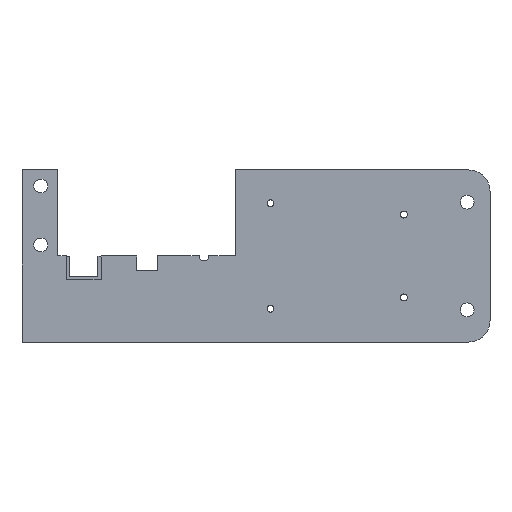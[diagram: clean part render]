
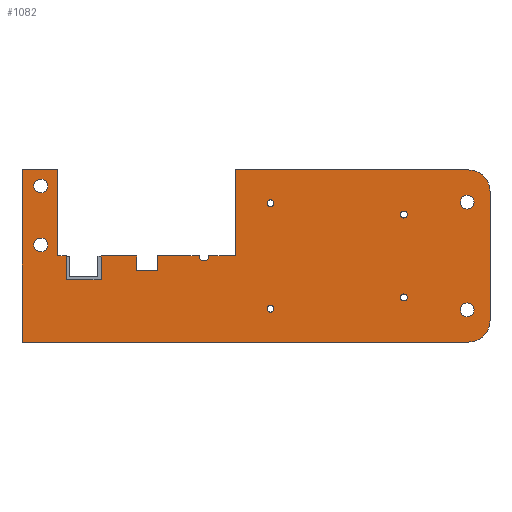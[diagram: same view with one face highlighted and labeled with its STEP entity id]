
A CAD part, top view. The second image highlights one B-rep face of the part: STEP entity #1082.
In plain terms, the highlighted planar face has unit normal (0, 0, 1).
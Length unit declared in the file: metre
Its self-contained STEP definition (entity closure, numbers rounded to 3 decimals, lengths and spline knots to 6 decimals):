
#16=LINE('',#1574,#133);
#17=LINE('',#1577,#134);
#18=LINE('',#1581,#135);
#19=LINE('',#1585,#136);
#20=LINE('',#1587,#137);
#21=LINE('',#1589,#138);
#22=LINE('',#1593,#139);
#23=LINE('',#1595,#140);
#24=LINE('',#1599,#141);
#25=LINE('',#1603,#142);
#26=LINE('',#1605,#143);
#27=LINE('',#1607,#144);
#28=LINE('',#1609,#145);
#29=LINE('',#1611,#146);
#30=LINE('',#1613,#147);
#31=LINE('',#1615,#148);
#32=LINE('',#1617,#149);
#133=VECTOR('',#1265,1.);
#134=VECTOR('',#1266,1.);
#135=VECTOR('',#1269,1.);
#136=VECTOR('',#1272,1.);
#137=VECTOR('',#1273,1.);
#138=VECTOR('',#1274,1.);
#139=VECTOR('',#1277,1.);
#140=VECTOR('',#1278,1.);
#141=VECTOR('',#1281,1.);
#142=VECTOR('',#1284,1.);
#143=VECTOR('',#1285,1.);
#144=VECTOR('',#1286,1.);
#145=VECTOR('',#1287,1.);
#146=VECTOR('',#1288,1.);
#147=VECTOR('',#1289,1.);
#148=VECTOR('',#1290,1.);
#149=VECTOR('',#1291,1.);
#250=PLANE('',#1158);
#292=ORIENTED_EDGE('',*,*,#600,.T.);
#293=ORIENTED_EDGE('',*,*,#598,.T.);
#294=ORIENTED_EDGE('',*,*,#602,.T.);
#295=ORIENTED_EDGE('',*,*,#603,.T.);
#296=ORIENTED_EDGE('',*,*,#604,.T.);
#297=ORIENTED_EDGE('',*,*,#605,.F.);
#298=ORIENTED_EDGE('',*,*,#606,.T.);
#299=ORIENTED_EDGE('',*,*,#607,.F.);
#300=ORIENTED_EDGE('',*,*,#608,.F.);
#301=ORIENTED_EDGE('',*,*,#609,.F.);
#302=ORIENTED_EDGE('',*,*,#610,.F.);
#303=ORIENTED_EDGE('',*,*,#611,.F.);
#304=ORIENTED_EDGE('',*,*,#612,.T.);
#305=ORIENTED_EDGE('',*,*,#613,.F.);
#306=ORIENTED_EDGE('',*,*,#614,.T.);
#307=ORIENTED_EDGE('',*,*,#615,.F.);
#308=ORIENTED_EDGE('',*,*,#616,.T.);
#309=ORIENTED_EDGE('',*,*,#617,.F.);
#310=ORIENTED_EDGE('',*,*,#618,.T.);
#311=ORIENTED_EDGE('',*,*,#619,.T.);
#312=ORIENTED_EDGE('',*,*,#620,.F.);
#313=ORIENTED_EDGE('',*,*,#621,.F.);
#314=ORIENTED_EDGE('',*,*,#622,.T.);
#315=ORIENTED_EDGE('',*,*,#623,.F.);
#316=ORIENTED_EDGE('',*,*,#624,.T.);
#317=ORIENTED_EDGE('',*,*,#625,.T.);
#318=ORIENTED_EDGE('',*,*,#626,.T.);
#319=ORIENTED_EDGE('',*,*,#627,.T.);
#320=ORIENTED_EDGE('',*,*,#628,.T.);
#321=ORIENTED_EDGE('',*,*,#629,.T.);
#598=EDGE_CURVE('',#753,#753,#859,.T.);
#600=EDGE_CURVE('',#755,#755,#861,.T.);
#602=EDGE_CURVE('',#757,#758,#16,.T.);
#603=EDGE_CURVE('',#758,#759,#17,.T.);
#604=EDGE_CURVE('',#759,#760,#863,.T.);
#605=EDGE_CURVE('',#761,#760,#18,.T.);
#606=EDGE_CURVE('',#761,#762,#864,.T.);
#607=EDGE_CURVE('',#763,#762,#19,.T.);
#608=EDGE_CURVE('',#764,#763,#20,.T.);
#609=EDGE_CURVE('',#765,#764,#21,.T.);
#610=EDGE_CURVE('',#766,#765,#865,.T.);
#611=EDGE_CURVE('',#767,#766,#22,.T.);
#612=EDGE_CURVE('',#767,#768,#23,.T.);
#613=EDGE_CURVE('',#769,#768,#866,.T.);
#614=EDGE_CURVE('',#769,#770,#24,.T.);
#615=EDGE_CURVE('',#771,#770,#867,.T.);
#616=EDGE_CURVE('',#771,#772,#25,.T.);
#617=EDGE_CURVE('',#773,#772,#26,.T.);
#618=EDGE_CURVE('',#773,#774,#27,.T.);
#619=EDGE_CURVE('',#774,#775,#28,.T.);
#620=EDGE_CURVE('',#776,#775,#29,.T.);
#621=EDGE_CURVE('',#777,#776,#30,.T.);
#622=EDGE_CURVE('',#777,#778,#31,.T.);
#623=EDGE_CURVE('',#757,#778,#32,.T.);
#624=EDGE_CURVE('',#779,#779,#868,.T.);
#625=EDGE_CURVE('',#780,#780,#869,.T.);
#626=EDGE_CURVE('',#781,#781,#870,.T.);
#627=EDGE_CURVE('',#782,#782,#871,.T.);
#628=EDGE_CURVE('',#783,#783,#872,.T.);
#629=EDGE_CURVE('',#784,#784,#873,.T.);
#753=VERTEX_POINT('',#1565);
#755=VERTEX_POINT('',#1570);
#757=VERTEX_POINT('',#1575);
#758=VERTEX_POINT('',#1576);
#759=VERTEX_POINT('',#1578);
#760=VERTEX_POINT('',#1580);
#761=VERTEX_POINT('',#1582);
#762=VERTEX_POINT('',#1584);
#763=VERTEX_POINT('',#1586);
#764=VERTEX_POINT('',#1588);
#765=VERTEX_POINT('',#1590);
#766=VERTEX_POINT('',#1592);
#767=VERTEX_POINT('',#1594);
#768=VERTEX_POINT('',#1596);
#769=VERTEX_POINT('',#1598);
#770=VERTEX_POINT('',#1600);
#771=VERTEX_POINT('',#1602);
#772=VERTEX_POINT('',#1604);
#773=VERTEX_POINT('',#1606);
#774=VERTEX_POINT('',#1608);
#775=VERTEX_POINT('',#1610);
#776=VERTEX_POINT('',#1612);
#777=VERTEX_POINT('',#1614);
#778=VERTEX_POINT('',#1616);
#779=VERTEX_POINT('',#1619);
#780=VERTEX_POINT('',#1621);
#781=VERTEX_POINT('',#1623);
#782=VERTEX_POINT('',#1625);
#783=VERTEX_POINT('',#1627);
#784=VERTEX_POINT('',#1629);
#859=CIRCLE('',#1153,0.0032);
#861=CIRCLE('',#1156,0.0032);
#863=CIRCLE('',#1159,0.01);
#864=CIRCLE('',#1160,0.01);
#865=CIRCLE('',#1161,0.00225);
#866=CIRCLE('',#1162,0.000572);
#867=CIRCLE('',#1163,0.000572);
#868=CIRCLE('',#1164,0.0016);
#869=CIRCLE('',#1165,0.0016);
#870=CIRCLE('',#1166,0.0016);
#871=CIRCLE('',#1167,0.0016);
#872=CIRCLE('',#1168,0.0032);
#873=CIRCLE('',#1169,0.0032);
#897=EDGE_LOOP('',(#292));
#898=EDGE_LOOP('',(#293));
#899=EDGE_LOOP('',(#294,#295,#296,#297,#298,#299,#300,#301,#302,#303,#304,
#305,#306,#307,#308,#309,#310,#311,#312,#313,#314,#315));
#900=EDGE_LOOP('',(#316));
#901=EDGE_LOOP('',(#317));
#902=EDGE_LOOP('',(#318));
#903=EDGE_LOOP('',(#319));
#904=EDGE_LOOP('',(#320));
#905=EDGE_LOOP('',(#321));
#980=FACE_BOUND('',#897,.T.);
#981=FACE_BOUND('',#898,.T.);
#982=FACE_BOUND('',#899,.T.);
#983=FACE_BOUND('',#900,.T.);
#984=FACE_BOUND('',#901,.T.);
#985=FACE_BOUND('',#902,.T.);
#986=FACE_BOUND('',#903,.T.);
#987=FACE_BOUND('',#904,.T.);
#988=FACE_BOUND('',#905,.T.);
#1082=ADVANCED_FACE('',(#980,#981,#982,#983,#984,#985,#986,#987,#988),#250,
 .T.);
#1153=AXIS2_PLACEMENT_3D('',#1564,#1253,#1254);
#1156=AXIS2_PLACEMENT_3D('',#1569,#1259,#1260);
#1158=AXIS2_PLACEMENT_3D('',#1573,#1263,#1264);
#1159=AXIS2_PLACEMENT_3D('',#1579,#1267,#1268);
#1160=AXIS2_PLACEMENT_3D('',#1583,#1270,#1271);
#1161=AXIS2_PLACEMENT_3D('',#1591,#1275,#1276);
#1162=AXIS2_PLACEMENT_3D('',#1597,#1279,#1280);
#1163=AXIS2_PLACEMENT_3D('',#1601,#1282,#1283);
#1164=AXIS2_PLACEMENT_3D('',#1618,#1292,#1293);
#1165=AXIS2_PLACEMENT_3D('',#1620,#1294,#1295);
#1166=AXIS2_PLACEMENT_3D('',#1622,#1296,#1297);
#1167=AXIS2_PLACEMENT_3D('',#1624,#1298,#1299);
#1168=AXIS2_PLACEMENT_3D('',#1626,#1300,#1301);
#1169=AXIS2_PLACEMENT_3D('',#1628,#1302,#1303);
#1253=DIRECTION('',(0.,0.,-1.));
#1254=DIRECTION('',(-1.,0.,0.));
#1259=DIRECTION('',(0.,0.,-1.));
#1260=DIRECTION('',(-1.,0.,0.));
#1263=DIRECTION('',(0.,0.,1.));
#1264=DIRECTION('',(1.,0.,0.));
#1265=DIRECTION('',(0.,-1.,0.));
#1266=DIRECTION('',(1.,0.,0.));
#1267=DIRECTION('',(0.,0.,1.));
#1268=DIRECTION('',(1.,0.,0.));
#1269=DIRECTION('',(0.,-1.,0.));
#1270=DIRECTION('',(0.,0.,1.));
#1271=DIRECTION('',(1.,0.,0.));
#1272=DIRECTION('',(1.,0.,0.));
#1273=DIRECTION('',(0.,1.,0.));
#1274=DIRECTION('',(1.,0.,0.));
#1275=DIRECTION('',(0.,0.,1.));
#1276=DIRECTION('',(1.,0.,0.));
#1277=DIRECTION('',(1.,0.,0.));
#1278=DIRECTION('',(0.,-1.,0.));
#1279=DIRECTION('',(0.,0.,1.));
#1280=DIRECTION('',(1.,0.,0.));
#1281=DIRECTION('',(-1.,0.,0.));
#1282=DIRECTION('',(0.,0.,1.));
#1283=DIRECTION('',(1.,0.,0.));
#1284=DIRECTION('',(0.,1.,0.));
#1285=DIRECTION('',(1.,0.,0.));
#1286=DIRECTION('',(0.,-1.,0.));
#1287=DIRECTION('',(-1.,0.,0.));
#1288=DIRECTION('',(0.,-1.,0.));
#1289=DIRECTION('',(1.,0.,0.));
#1290=DIRECTION('',(0.,1.,0.));
#1291=DIRECTION('',(1.,0.,0.));
#1292=DIRECTION('',(0.,0.,-1.));
#1293=DIRECTION('',(-1.,0.,0.));
#1294=DIRECTION('',(0.,0.,-1.));
#1295=DIRECTION('',(-1.,0.,0.));
#1296=DIRECTION('',(0.,0.,-1.));
#1297=DIRECTION('',(-1.,0.,0.));
#1298=DIRECTION('',(0.,0.,-1.));
#1299=DIRECTION('',(-1.,0.,0.));
#1300=DIRECTION('',(0.,0.,-1.));
#1301=DIRECTION('',(-1.,0.,0.));
#1302=DIRECTION('',(0.,0.,-1.));
#1303=DIRECTION('',(-1.,0.,0.));
#1564=CARTESIAN_POINT('',(-0.038781,0.005151,0.));
#1565=CARTESIAN_POINT('',(-0.041981,0.005151,0.));
#1569=CARTESIAN_POINT('',(-0.038781,0.032532,0.));
#1570=CARTESIAN_POINT('',(-0.041981,0.032532,0.));
#1573=CARTESIAN_POINT('',(0.03,0.,0.));
#1574=CARTESIAN_POINT('',(-0.047489,0.,0.));
#1575=CARTESIAN_POINT('',(-0.047489,0.04,0.));
#1576=CARTESIAN_POINT('',(-0.047489,-0.04,0.));
#1577=CARTESIAN_POINT('',(0.03,-0.04,0.));
#1578=CARTESIAN_POINT('',(0.16,-0.04,0.));
#1579=CARTESIAN_POINT('',(0.16,-0.03,0.));
#1580=CARTESIAN_POINT('',(0.17,-0.03,0.));
#1581=CARTESIAN_POINT('',(0.17,0.,0.));
#1582=CARTESIAN_POINT('',(0.17,0.03,0.));
#1583=CARTESIAN_POINT('',(0.16,0.03,0.));
#1584=CARTESIAN_POINT('',(0.16,0.04,0.));
#1585=CARTESIAN_POINT('',(0.03,0.04,0.));
#1586=CARTESIAN_POINT('',(0.051683,0.04,0.));
#1587=CARTESIAN_POINT('',(0.051683,0.026113,0.));
#1588=CARTESIAN_POINT('',(0.051683,0.,0.));
#1589=CARTESIAN_POINT('',(0.002097,0.,0.));
#1590=CARTESIAN_POINT('',(0.039311,0.,0.));
#1591=CARTESIAN_POINT('',(0.037061,0.,0.));
#1592=CARTESIAN_POINT('',(0.034811,0.,0.));
#1593=CARTESIAN_POINT('',(0.002097,0.,0.));
#1594=CARTESIAN_POINT('',(0.015528,0.,0.));
#1595=CARTESIAN_POINT('',(0.015528,-0.001045,0.));
#1596=CARTESIAN_POINT('',(0.015528,-0.00628,0.));
#1597=CARTESIAN_POINT('',(0.014956,-0.00628,0.));
#1598=CARTESIAN_POINT('',(0.014956,-0.006852,0.));
#1599=CARTESIAN_POINT('',(0.010645,-0.006852,0.));
#1600=CARTESIAN_POINT('',(0.006334,-0.006852,0.));
#1601=CARTESIAN_POINT('',(0.006334,-0.00628,0.));
#1602=CARTESIAN_POINT('',(0.005762,-0.00628,0.));
#1603=CARTESIAN_POINT('',(0.005762,-0.001045,0.));
#1604=CARTESIAN_POINT('',(0.005762,0.,0.));
#1605=CARTESIAN_POINT('',(0.002097,0.,0.));
#1606=CARTESIAN_POINT('',(-0.010684,0.,0.));
#1607=CARTESIAN_POINT('',(-0.010684,0.,0.));
#1608=CARTESIAN_POINT('',(-0.010684,-0.0111,0.));
#1609=CARTESIAN_POINT('',(-0.018784,-0.0111,0.));
#1610=CARTESIAN_POINT('',(-0.026884,-0.0111,0.));
#1611=CARTESIAN_POINT('',(-0.026884,0.,0.));
#1612=CARTESIAN_POINT('',(-0.026884,0.,0.));
#1613=CARTESIAN_POINT('',(0.002097,0.,0.));
#1614=CARTESIAN_POINT('',(-0.030913,0.,0.));
#1615=CARTESIAN_POINT('',(-0.030913,0.,0.));
#1616=CARTESIAN_POINT('',(-0.030913,0.04,0.));
#1617=CARTESIAN_POINT('',(0.03,0.04,0.));
#1618=CARTESIAN_POINT('',(0.068,0.0245,0.));
#1619=CARTESIAN_POINT('',(0.0664,0.0245,0.));
#1620=CARTESIAN_POINT('',(0.068,-0.0245,0.));
#1621=CARTESIAN_POINT('',(0.0664,-0.0245,0.));
#1622=CARTESIAN_POINT('',(0.13,-0.01925,0.));
#1623=CARTESIAN_POINT('',(0.1284,-0.01925,0.));
#1624=CARTESIAN_POINT('',(0.13,0.01925,0.));
#1625=CARTESIAN_POINT('',(0.1284,0.01925,0.));
#1626=CARTESIAN_POINT('',(0.1594,-0.025,0.));
#1627=CARTESIAN_POINT('',(0.1562,-0.025,0.));
#1628=CARTESIAN_POINT('',(0.1594,0.025,0.));
#1629=CARTESIAN_POINT('',(0.1562,0.025,0.));
